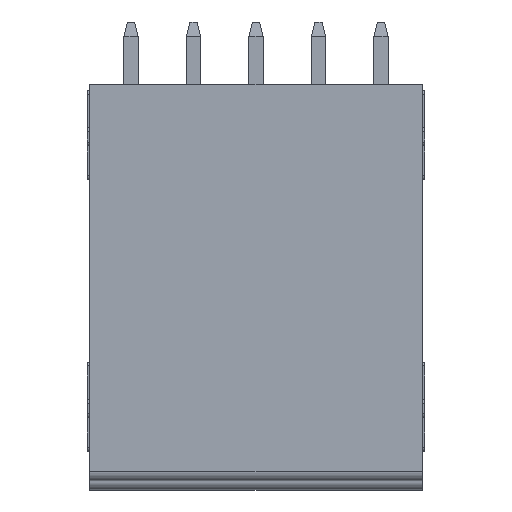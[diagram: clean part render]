
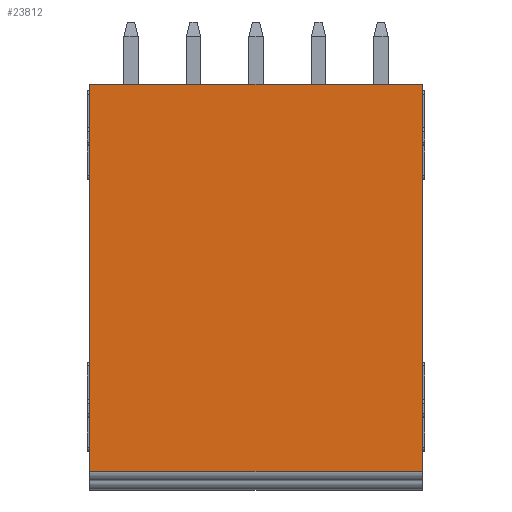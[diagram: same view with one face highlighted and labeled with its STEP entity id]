
A CAD part, top view. The second image highlights one B-rep face of the part: STEP entity #23812.
In plain terms, the highlighted planar face has unit normal (0, 0, 1).
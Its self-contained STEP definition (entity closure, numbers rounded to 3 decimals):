
#8577=DIRECTION('',(-1.,0.,0.));
#8578=VECTOR('',#8577,18.6);
#8579=CARTESIAN_POINT('',(-0.15,-10.3,9.2));
#8580=LINE('',#8579,#8578);
#8586=DIRECTION('',(0.,-1.,0.));
#8587=VECTOR('',#8586,21.7);
#8588=CARTESIAN_POINT('',(-18.75,11.4,9.2));
#8589=LINE('',#8588,#8587);
#8590=DIRECTION('',(-1.,0.,0.));
#8591=VECTOR('',#8590,18.6);
#8592=CARTESIAN_POINT('',(-0.15,11.4,9.2));
#8593=LINE('',#8592,#8591);
#8594=DIRECTION('',(0.,-1.,0.));
#8595=VECTOR('',#8594,21.7);
#8596=CARTESIAN_POINT('',(-0.15,11.4,9.2));
#8597=LINE('',#8596,#8595);
#11876=CARTESIAN_POINT('',(-0.15,11.4,9.2));
#11877=VERTEX_POINT('',#11876);
#11878=CARTESIAN_POINT('',(-0.15,-10.3,9.2));
#11879=VERTEX_POINT('',#11878);
#12000=CARTESIAN_POINT('',(-18.75,11.4,9.2));
#12001=VERTEX_POINT('',#12000);
#12002=CARTESIAN_POINT('',(-18.75,-10.3,9.2));
#12003=VERTEX_POINT('',#12002);
#23800=CARTESIAN_POINT('',(0.,11.4,9.2));
#23801=DIRECTION('',(0.,0.,1.));
#23802=DIRECTION('',(0.,-1.,0.));
#23803=AXIS2_PLACEMENT_3D('',#23800,#23801,#23802);
#23804=PLANE('',#23803);
#23805=ORIENTED_EDGE('',*,*,#17733,.F.);
#23807=ORIENTED_EDGE('',*,*,#23806,.F.);
#23808=ORIENTED_EDGE('',*,*,#23589,.T.);
#23809=ORIENTED_EDGE('',*,*,#23793,.T.);
#23810=EDGE_LOOP('',(#23805,#23807,#23808,#23809));
#23811=FACE_OUTER_BOUND('',#23810,.F.);
#23812=ADVANCED_FACE('',(#23811),#23804,.T.);
#17733=EDGE_CURVE('',#12001,#12003,#8589,.T.);
#23589=EDGE_CURVE('',#11877,#11879,#8597,.T.);
#23793=EDGE_CURVE('',#11879,#12003,#8580,.T.);
#23806=EDGE_CURVE('',#11877,#12001,#8593,.T.);
